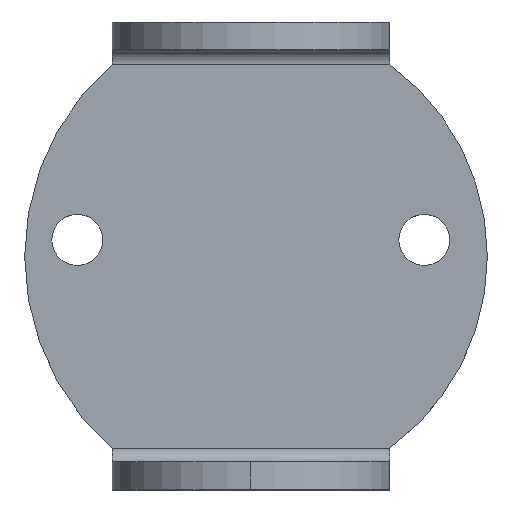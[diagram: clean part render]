
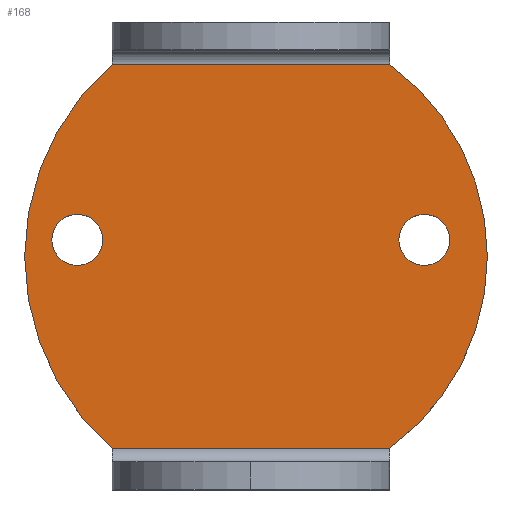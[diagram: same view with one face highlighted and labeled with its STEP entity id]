
A CAD part, top view. The second image highlights one B-rep face of the part: STEP entity #168.
In plain terms, the highlighted planar face has unit normal (0, 0, 1).
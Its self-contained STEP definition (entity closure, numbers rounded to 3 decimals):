
#8 = CARTESIAN_POINT ( 'NONE',  ( -43., 0., 0. ) ) ;
#15 = DIRECTION ( 'NONE',  ( -1., 0., 0. ) ) ;
#22 = AXIS2_PLACEMENT_3D ( 'NONE', #377, #374, #370 ) ;
#23 = CARTESIAN_POINT ( 'NONE',  ( 37.5, 0., 0. ) ) ;
#24 = CARTESIAN_POINT ( 'NONE',  ( -30., 37.937, 0. ) ) ;
#31 = FACE_OUTER_BOUND ( 'NONE', #372, .T. ) ;
#32 = ORIENTED_EDGE ( 'NONE', *, *, #646, .T. ) ;
#46 = ORIENTED_EDGE ( 'NONE', *, *, #293, .F. ) ;
#49 = VERTEX_POINT ( 'NONE', #663 ) ;
#59 = FACE_BOUND ( 'NONE', #828, .T. ) ;
#87 = DIRECTION ( 'NONE',  ( 0., 0., 1. ) ) ;
#122 = ORIENTED_EDGE ( 'NONE', *, *, #697, .F. ) ;
#129 = AXIS2_PLACEMENT_3D ( 'NONE', #387, #383, #382 ) ;
#131 = VERTEX_POINT ( 'NONE', #356 ) ;
#140 = CARTESIAN_POINT ( 'NONE',  ( 51.117, -3.563, 0. ) ) ;
#145 = CIRCLE ( 'NONE', #352, 5.5 ) ;
#168 = ADVANCED_FACE ( 'NONE', ( #59, #266, #31 ), #349, .F. ) ;
#172 = CIRCLE ( 'NONE', #310, 55.045 ) ;
#178 = ORIENTED_EDGE ( 'NONE', *, *, #269, .F. ) ;
#211 = LINE ( 'NONE', #24, #417 ) ;
#224 = CIRCLE ( 'NONE', #22, 51.337 ) ;
#228 = DIRECTION ( 'NONE',  ( -1., 0., 0. ) ) ;
#241 = CARTESIAN_POINT ( 'NONE',  ( -30., -45.063, 0. ) ) ;
#244 = DIRECTION ( 'NONE',  ( 1., 0., 0. ) ) ;
#247 = DIRECTION ( 'NONE',  ( 0., 0., 1. ) ) ;
#249 = CARTESIAN_POINT ( 'NONE',  ( 37.5, 0., 0. ) ) ;
#252 = VERTEX_POINT ( 'NONE', #140 ) ;
#255 = CARTESIAN_POINT ( 'NONE',  ( 32., 0., 0. ) ) ;
#266 = FACE_BOUND ( 'NONE', #285, .T. ) ;
#269 = EDGE_CURVE ( 'NONE', #49, #951, #625, .T. ) ;
#285 = EDGE_LOOP ( 'NONE', ( #848, #46 ) ) ;
#293 = EDGE_CURVE ( 'NONE', #929, #303, #145, .T. ) ;
#303 = VERTEX_POINT ( 'NONE', #953 ) ;
#310 = AXIS2_PLACEMENT_3D ( 'NONE', #341, #340, #339 ) ;
#316 = CARTESIAN_POINT ( 'NONE',  ( 6.162, -3.563, 0. ) ) ;
#320 = DIRECTION ( 'NONE',  ( 0., 0., -1. ) ) ;
#339 = DIRECTION ( 'NONE',  ( -1., 0., 0. ) ) ;
#340 = DIRECTION ( 'NONE',  ( 0., 0., 1. ) ) ;
#341 = CARTESIAN_POINT ( 'NONE',  ( 6.162, -3.563, 0. ) ) ;
#349 = PLANE ( 'NONE',  #957 ) ;
#352 = AXIS2_PLACEMENT_3D ( 'NONE', #919, #914, #910 ) ;
#356 = CARTESIAN_POINT ( 'NONE',  ( 30., -45.063, 0. ) ) ;
#370 = DIRECTION ( 'NONE',  ( 1., 0., 0. ) ) ;
#371 = ORIENTED_EDGE ( 'NONE', *, *, #602, .T. ) ;
#372 = EDGE_LOOP ( 'NONE', ( #32, #610, #687, #371, #556 ) ) ;
#373 = AXIS2_PLACEMENT_3D ( 'NONE', #249, #247, #244 ) ;
#374 = DIRECTION ( 'NONE',  ( 0., 0., 1. ) ) ;
#377 = CARTESIAN_POINT ( 'NONE',  ( -0.22, -3.563, 0. ) ) ;
#382 = DIRECTION ( 'NONE',  ( 1., 0., 0. ) ) ;
#383 = DIRECTION ( 'NONE',  ( 0., 0., 1. ) ) ;
#384 = EDGE_CURVE ( 'NONE', #303, #929, #884, .T. ) ;
#387 = CARTESIAN_POINT ( 'NONE',  ( -0.22, -3.563, 0. ) ) ;
#398 = AXIS2_PLACEMENT_3D ( 'NONE', #23, #87, #973 ) ;
#401 = CARTESIAN_POINT ( 'NONE',  ( 30., 37.937, 0. ) ) ;
#417 = VECTOR ( 'NONE', #15, 1000. ) ;
#479 = VERTEX_POINT ( 'NONE', #572 ) ;
#489 = DIRECTION ( 'NONE',  ( 1., 0., 0. ) ) ;
#493 = CARTESIAN_POINT ( 'NONE',  ( -30., -45.063, 0. ) ) ;
#545 = EDGE_CURVE ( 'NONE', #715, #131, #852, .T. ) ;
#556 = ORIENTED_EDGE ( 'NONE', *, *, #900, .T. ) ;
#572 = CARTESIAN_POINT ( 'NONE',  ( -30., 37.937, 0. ) ) ;
#597 = EDGE_CURVE ( 'NONE', #131, #252, #621, .T. ) ;
#602 = EDGE_CURVE ( 'NONE', #252, #612, #224, .T. ) ;
#610 = ORIENTED_EDGE ( 'NONE', *, *, #545, .T. ) ;
#612 = VERTEX_POINT ( 'NONE', #401 ) ;
#621 = CIRCLE ( 'NONE', #129, 51.337 ) ;
#625 = CIRCLE ( 'NONE', #398, 5.5 ) ;
#646 = EDGE_CURVE ( 'NONE', #479, #715, #172, .T. ) ;
#663 = CARTESIAN_POINT ( 'NONE',  ( 43., 0., 0. ) ) ;
#673 = VECTOR ( 'NONE', #489, 1000. ) ;
#687 = ORIENTED_EDGE ( 'NONE', *, *, #597, .T. ) ;
#697 = EDGE_CURVE ( 'NONE', #951, #49, #755, .T. ) ;
#712 = DIRECTION ( 'NONE',  ( 1., 0., 0. ) ) ;
#715 = VERTEX_POINT ( 'NONE', #241 ) ;
#716 = DIRECTION ( 'NONE',  ( 0., 0., 1. ) ) ;
#717 = CARTESIAN_POINT ( 'NONE',  ( -37.5, 0., 0. ) ) ;
#726 = AXIS2_PLACEMENT_3D ( 'NONE', #717, #716, #712 ) ;
#755 = CIRCLE ( 'NONE', #373, 5.5 ) ;
#828 = EDGE_LOOP ( 'NONE', ( #178, #122 ) ) ;
#848 = ORIENTED_EDGE ( 'NONE', *, *, #384, .F. ) ;
#852 = LINE ( 'NONE', #493, #673 ) ;
#884 = CIRCLE ( 'NONE', #726, 5.5 ) ;
#900 = EDGE_CURVE ( 'NONE', #612, #479, #211, .T. ) ;
#910 = DIRECTION ( 'NONE',  ( 1., 0., 0. ) ) ;
#914 = DIRECTION ( 'NONE',  ( 0., 0., 1. ) ) ;
#919 = CARTESIAN_POINT ( 'NONE',  ( -37.5, 0., 0. ) ) ;
#929 = VERTEX_POINT ( 'NONE', #8 ) ;
#951 = VERTEX_POINT ( 'NONE', #255 ) ;
#953 = CARTESIAN_POINT ( 'NONE',  ( -32., 0., 0. ) ) ;
#957 = AXIS2_PLACEMENT_3D ( 'NONE', #316, #320, #228 ) ;
#973 = DIRECTION ( 'NONE',  ( 1., 0., 0. ) ) ;
